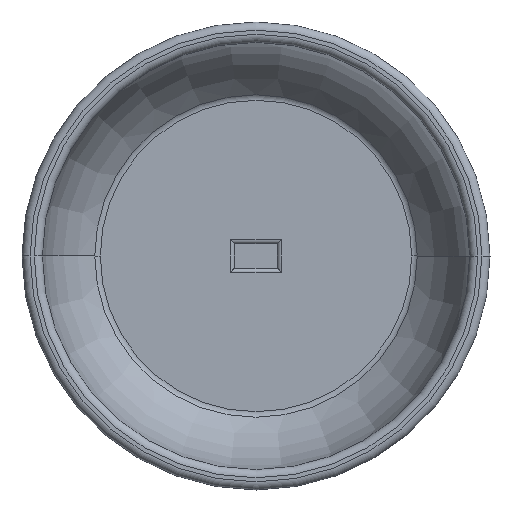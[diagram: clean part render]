
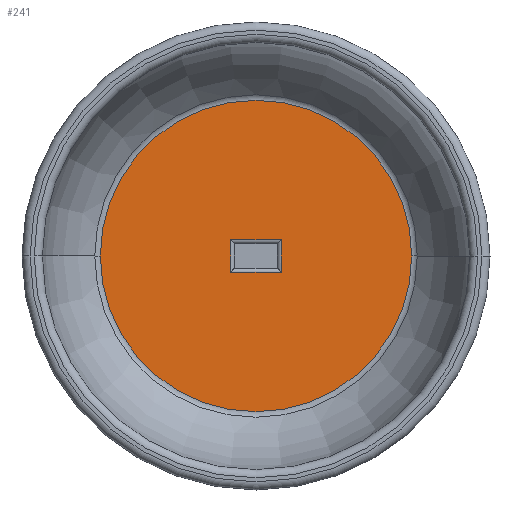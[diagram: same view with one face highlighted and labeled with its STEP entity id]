
A CAD part, front view. The second image highlights one B-rep face of the part: STEP entity #241.
In plain terms, the highlighted planar face has unit normal (0, -1, 0).
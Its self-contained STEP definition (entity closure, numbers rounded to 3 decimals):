
#109 = ORIENTED_EDGE ( 'NONE', *, *, #443, .T. ) ;
#119 = CARTESIAN_POINT ( 'NONE',  ( -1.25, 6., 0.8 ) ) ;
#136 = DIRECTION ( 'NONE',  ( 0., 0., 1. ) ) ;
#139 = EDGE_CURVE ( 'NONE', #1039, #679, #255, .T. ) ;
#141 = ORIENTED_EDGE ( 'NONE', *, *, #139, .T. ) ;
#143 = LINE ( 'NONE', #582, #247 ) ;
#165 = DIRECTION ( 'NONE',  ( 0., -1., 0. ) ) ;
#178 = DIRECTION ( 'NONE',  ( -1., 0., 0. ) ) ;
#184 = FACE_BOUND ( 'NONE', #669, .T. ) ;
#199 = EDGE_CURVE ( 'NONE', #250, #213, #476, .T. ) ;
#213 = VERTEX_POINT ( 'NONE', #432 ) ;
#221 = LINE ( 'NONE', #777, #506 ) ;
#230 = CARTESIAN_POINT ( 'NONE',  ( 1.25, 6., 0.8 ) ) ;
#241 = ADVANCED_FACE ( 'NONE', ( #184, #537 ), #906, .F. ) ;
#247 = VECTOR ( 'NONE', #496, 1000. ) ;
#250 = VERTEX_POINT ( 'NONE', #752 ) ;
#255 = LINE ( 'NONE', #451, #324 ) ;
#324 = VECTOR ( 'NONE', #178, 1000. ) ;
#353 = VERTEX_POINT ( 'NONE', #119 ) ;
#365 = DIRECTION ( 'NONE',  ( 0., 1., 0. ) ) ;
#432 = CARTESIAN_POINT ( 'NONE',  ( 7.645, 6., 0. ) ) ;
#443 = EDGE_CURVE ( 'NONE', #653, #1039, #143, .T. ) ;
#451 = CARTESIAN_POINT ( 'NONE',  ( 0., 6., -0.8 ) ) ;
#476 = CIRCLE ( 'NONE', #1150, 7.645 ) ;
#489 = CIRCLE ( 'NONE', #970, 7.645 ) ;
#496 = DIRECTION ( 'NONE',  ( 0., 0., -1. ) ) ;
#506 = VECTOR ( 'NONE', #136, 1000. ) ;
#537 = FACE_OUTER_BOUND ( 'NONE', #918, .T. ) ;
#569 = ORIENTED_EDGE ( 'NONE', *, *, #1019, .T. ) ;
#581 = ORIENTED_EDGE ( 'NONE', *, *, #199, .T. ) ;
#582 = CARTESIAN_POINT ( 'NONE',  ( 1.25, 6., 0. ) ) ;
#608 = DIRECTION ( 'NONE',  ( -1., 0., 0. ) ) ;
#653 = VERTEX_POINT ( 'NONE', #230 ) ;
#669 = EDGE_LOOP ( 'NONE', ( #141, #735, #1071, #109 ) ) ;
#673 = CARTESIAN_POINT ( 'NONE',  ( 1.25, 6., -0.8 ) ) ;
#679 = VERTEX_POINT ( 'NONE', #922 ) ;
#683 = CARTESIAN_POINT ( 'NONE',  ( 0., 6., 0.8 ) ) ;
#727 = CARTESIAN_POINT ( 'NONE',  ( 0., 6., 0. ) ) ;
#735 = ORIENTED_EDGE ( 'NONE', *, *, #940, .T. ) ;
#752 = CARTESIAN_POINT ( 'NONE',  ( -7.645, 6., 0. ) ) ;
#777 = CARTESIAN_POINT ( 'NONE',  ( -1.25, 6., 0. ) ) ;
#797 = AXIS2_PLACEMENT_3D ( 'NONE', #819, #365, #942 ) ;
#808 = DIRECTION ( 'NONE',  ( 1., 0., 0. ) ) ;
#819 = CARTESIAN_POINT ( 'NONE',  ( 0., 6., 0. ) ) ;
#880 = DIRECTION ( 'NONE',  ( 0., -1., 0. ) ) ;
#906 = PLANE ( 'NONE',  #797 ) ;
#918 = EDGE_LOOP ( 'NONE', ( #581, #569 ) ) ;
#922 = CARTESIAN_POINT ( 'NONE',  ( -1.25, 6., -0.8 ) ) ;
#940 = EDGE_CURVE ( 'NONE', #679, #353, #221, .T. ) ;
#942 = DIRECTION ( 'NONE',  ( -1., 0., 0. ) ) ;
#965 = CARTESIAN_POINT ( 'NONE',  ( 0., 6., 0. ) ) ;
#970 = AXIS2_PLACEMENT_3D ( 'NONE', #965, #880, #1041 ) ;
#993 = VECTOR ( 'NONE', #808, 1000. ) ;
#1019 = EDGE_CURVE ( 'NONE', #213, #250, #489, .T. ) ;
#1039 = VERTEX_POINT ( 'NONE', #673 ) ;
#1041 = DIRECTION ( 'NONE',  ( -1., 0., 0. ) ) ;
#1067 = EDGE_CURVE ( 'NONE', #353, #653, #1145, .T. ) ;
#1071 = ORIENTED_EDGE ( 'NONE', *, *, #1067, .T. ) ;
#1145 = LINE ( 'NONE', #683, #993 ) ;
#1150 = AXIS2_PLACEMENT_3D ( 'NONE', #727, #165, #608 ) ;
